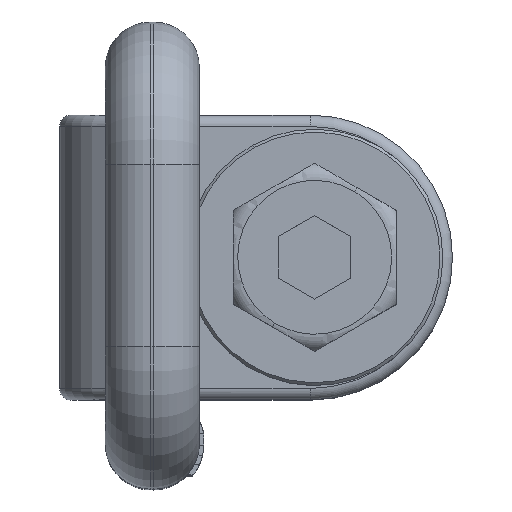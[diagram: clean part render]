
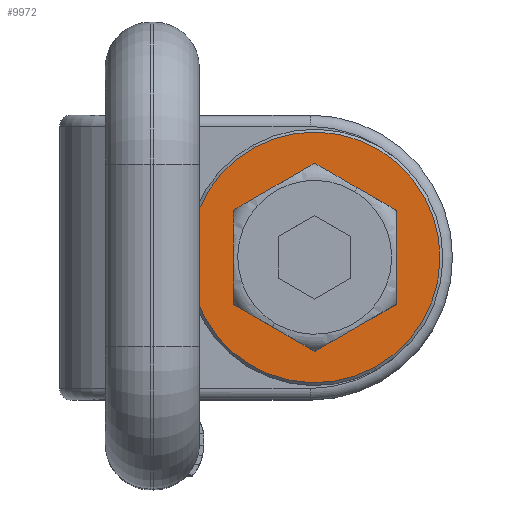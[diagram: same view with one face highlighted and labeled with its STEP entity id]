
A CAD part, top view. The second image highlights one B-rep face of the part: STEP entity #9972.
In plain terms, the highlighted planar face has unit normal (0, 0, 1).
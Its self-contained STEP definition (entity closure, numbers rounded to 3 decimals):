
#9858=CARTESIAN_POINT('Vertex',(10.547,-19.307,0.)) ;
#9861=CARTESIAN_POINT('Axis2P3D Location',(0.,0.,0.)) ;
#9865=CARTESIAN_POINT('Vertex',(-10.547,19.307,0.)) ;
#9885=CARTESIAN_POINT('Axis2P3D Location',(0.,0.,0.)) ;
#9945=CARTESIAN_POINT('Axis2P3D Location',(0.,22.,0.)) ;
#9954=CARTESIAN_POINT('Axis2P3D Location',(0.,0.,0.)) ;
#9958=CARTESIAN_POINT('Vertex',(-5.106,9.346,0.)) ;
#9960=CARTESIAN_POINT('Vertex',(5.106,-9.346,0.)) ;
#9963=CARTESIAN_POINT('Axis2P3D Location',(0.,0.,0.)) ;
#9862=DIRECTION('Axis2P3D Direction',(-0.,0.,-1.)) ;
#9886=DIRECTION('Axis2P3D Direction',(-0.,0.,-1.)) ;
#9946=DIRECTION('Axis2P3D Direction',(0.,0.,1.)) ;
#9947=DIRECTION('Axis2P3D XDirection',(1.,0.,0.)) ;
#9955=DIRECTION('Axis2P3D Direction',(0.,0.,1.)) ;
#9964=DIRECTION('Axis2P3D Direction',(0.,0.,1.)) ;
#9863=AXIS2_PLACEMENT_3D('Circle Axis2P3D',#9861,#9862,$) ;
#9887=AXIS2_PLACEMENT_3D('Circle Axis2P3D',#9885,#9886,$) ;
#9948=AXIS2_PLACEMENT_3D('Plane Axis2P3D',#9945,#9946,#9947) ;
#9956=AXIS2_PLACEMENT_3D('Circle Axis2P3D',#9954,#9955,$) ;
#9965=AXIS2_PLACEMENT_3D('Circle Axis2P3D',#9963,#9964,$) ;
#9951=ORIENTED_EDGE('',*,*,#9889,.T.) ;
#9952=ORIENTED_EDGE('',*,*,#9867,.T.) ;
#9969=ORIENTED_EDGE('',*,*,#9962,.F.) ;
#9970=ORIENTED_EDGE('',*,*,#9967,.F.) ;
#9971=FACE_BOUND('',#9968,.T.) ;
#9972=ADVANCED_FACE('\X2\51434EF6672C9AD4\X0\',(#9953,#9971),#9949,.T.) ;
#9864=CIRCLE('generated circle',#9863,22.) ;
#9888=CIRCLE('generated circle',#9887,22.) ;
#9957=CIRCLE('generated circle',#9956,10.65) ;
#9966=CIRCLE('generated circle',#9965,10.65) ;
#9867=EDGE_CURVE('',#9866,#9859,#9864,.F.) ;
#9889=EDGE_CURVE('',#9859,#9866,#9888,.F.) ;
#9962=EDGE_CURVE('',#9959,#9961,#9957,.T.) ;
#9967=EDGE_CURVE('',#9961,#9959,#9966,.T.) ;
#9950=EDGE_LOOP('',(#9951,#9952)) ;
#9968=EDGE_LOOP('',(#9969,#9970)) ;
#9953=FACE_OUTER_BOUND('',#9950,.T.) ;
#9949=PLANE('',#9948) ;
#9859=VERTEX_POINT('',#9858) ;
#9866=VERTEX_POINT('',#9865) ;
#9959=VERTEX_POINT('',#9958) ;
#9961=VERTEX_POINT('',#9960) ;
